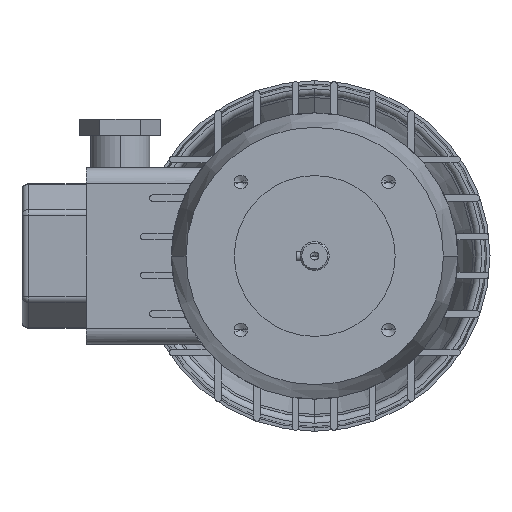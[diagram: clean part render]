
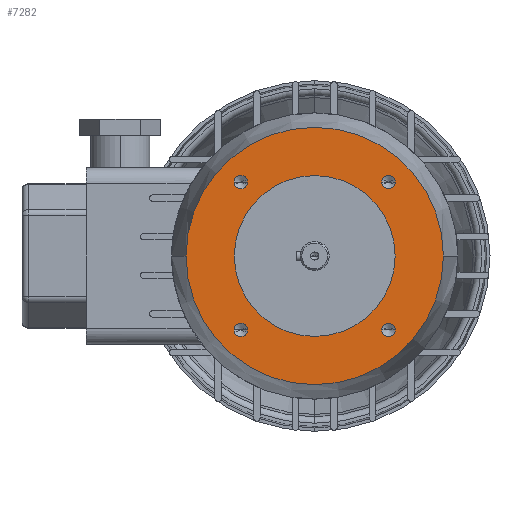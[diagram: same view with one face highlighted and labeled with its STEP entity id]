
A CAD part, left-side view. The second image highlights one B-rep face of the part: STEP entity #7282.
In plain terms, the highlighted face is planar.
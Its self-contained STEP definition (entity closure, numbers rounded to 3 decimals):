
#1740 = DIRECTION ( 'NONE',  ( 0., 0., -1. ) ) ;
#1741 = DIRECTION ( 'NONE',  ( 0., -1., 0. ) ) ;
#1742 = CARTESIAN_POINT ( 'NONE',  ( -22.981, 20.5, 22.981 ) ) ;
#1743 = AXIS2_PLACEMENT_3D ( 'NONE', #1742, #1741, #1740 ) ;
#1748 = CIRCLE ( 'NONE', #1743, 2.1 ) ;
#1754 = DIRECTION ( 'NONE',  ( 0., 0., -1. ) ) ;
#1755 = DIRECTION ( 'NONE',  ( 0., -1., 0. ) ) ;
#1756 = CARTESIAN_POINT ( 'NONE',  ( -22.981, 20.5, -22.981 ) ) ;
#1757 = AXIS2_PLACEMENT_3D ( 'NONE', #1756, #1755, #1754 ) ;
#1758 = CIRCLE ( 'NONE', #1757, 2.1 ) ;
#1759 = DIRECTION ( 'NONE',  ( 0., 0., -1. ) ) ;
#1760 = DIRECTION ( 'NONE',  ( 0., -1., 0. ) ) ;
#1761 = CARTESIAN_POINT ( 'NONE',  ( 22.981, 20.5, -22.981 ) ) ;
#1762 = AXIS2_PLACEMENT_3D ( 'NONE', #1761, #1760, #1759 ) ;
#1763 = CIRCLE ( 'NONE', #1762, 2.1 ) ;
#3737 = DIRECTION ( 'NONE',  ( 0., -1., 0. ) ) ;
#3738 = CARTESIAN_POINT ( 'NONE',  ( 22.981, 20.5, 22.981 ) ) ;
#3739 = AXIS2_PLACEMENT_3D ( 'NONE', #3738, #3737, #3799 ) ;
#3740 = CIRCLE ( 'NONE', #3739, 2.1 ) ;
#3741 = CARTESIAN_POINT ( 'NONE',  ( 22.981, 20.5, 20.881 ) ) ;
#3798 = CARTESIAN_POINT ( 'NONE',  ( 22.981, 20.5, 25.081 ) ) ;
#3799 = DIRECTION ( 'NONE',  ( 0., 0., -1. ) ) ;
#3808 = CARTESIAN_POINT ( 'NONE',  ( -22.981, 20.5, 20.881 ) ) ;
#3813 = CARTESIAN_POINT ( 'NONE',  ( -22.981, 20.5, 25.081 ) ) ;
#3814 = DIRECTION ( 'NONE',  ( 0., 0., -1. ) ) ;
#3815 = DIRECTION ( 'NONE',  ( 0., -1., 0. ) ) ;
#3816 = CARTESIAN_POINT ( 'NONE',  ( -22.981, 20.5, 22.981 ) ) ;
#3817 = AXIS2_PLACEMENT_3D ( 'NONE', #3816, #3815, #3814 ) ;
#3818 = CIRCLE ( 'NONE', #3817, 2.1 ) ;
#5983 = CARTESIAN_POINT ( 'NONE',  ( 22.981, 20.5, -25.081 ) ) ;
#5984 = CARTESIAN_POINT ( 'NONE',  ( 22.981, 20.5, -20.881 ) ) ;
#6009 = DIRECTION ( 'NONE',  ( 0., 0., -1. ) ) ;
#6010 = DIRECTION ( 'NONE',  ( 0., -1., 0. ) ) ;
#6011 = CARTESIAN_POINT ( 'NONE',  ( 22.981, 20.5, -22.981 ) ) ;
#6012 = AXIS2_PLACEMENT_3D ( 'NONE', #6011, #6010, #6009 ) ;
#6013 = CIRCLE ( 'NONE', #6012, 2.1 ) ;
#6116 = DIRECTION ( 'NONE',  ( 0., 0., 1. ) ) ;
#6117 = DIRECTION ( 'NONE',  ( 0., 1., 0. ) ) ;
#6118 = CARTESIAN_POINT ( 'NONE',  ( 0., 20.5, 0. ) ) ;
#6119 = AXIS2_PLACEMENT_3D ( 'NONE', #6118, #6117, #6116 ) ;
#6120 = CIRCLE ( 'NONE', #6119, 25. ) ;
#7138 = VERTEX_POINT ( 'NONE', #13017 ) ;
#7141 = EDGE_CURVE ( 'NONE', #8473, #8476, #13009, .T. ) ;
#7145 = EDGE_CURVE ( 'NONE', #7163, #7146, #12999, .T. ) ;
#7146 = VERTEX_POINT ( 'NONE', #12994 ) ;
#7163 = VERTEX_POINT ( 'NONE', #13066 ) ;
#7170 = VERTEX_POINT ( 'NONE', #13056 ) ;
#7175 = EDGE_CURVE ( 'NONE', #7170, #7178, #13104, .T. ) ;
#7178 = VERTEX_POINT ( 'NONE', #13099 ) ;
#7192 = ORIENTED_EDGE ( 'NONE', *, *, #7175, .F. ) ;
#7201 = EDGE_LOOP ( 'NONE', ( #7286, #7263 ) ) ;
#7214 = EDGE_CURVE ( 'NONE', #7138, #7215, #13169, .T. ) ;
#7215 = VERTEX_POINT ( 'NONE', #13164 ) ;
#7263 = ORIENTED_EDGE ( 'NONE', *, *, #7341, .T. ) ;
#7281 = EDGE_LOOP ( 'NONE', ( #7283, #7287 ) ) ;
#7282 = ADVANCED_FACE ( 'NONE', ( #13262, #13261, #13260, #13259, #13258, #13257 ), #13256, .F. ) ;
#7283 = ORIENTED_EDGE ( 'NONE', *, *, #8475, .T. ) ;
#7286 = ORIENTED_EDGE ( 'NONE', *, *, #8486, .T. ) ;
#7287 = ORIENTED_EDGE ( 'NONE', *, *, #7141, .T. ) ;
#7303 = EDGE_CURVE ( 'NONE', #7215, #7138, #13282, .T. ) ;
#7329 = EDGE_LOOP ( 'NONE', ( #7192, #13369 ) ) ;
#7330 = EDGE_CURVE ( 'NONE', #9800, #9799, #1763, .T. ) ;
#7331 = ORIENTED_EDGE ( 'NONE', *, *, #7330, .T. ) ;
#7333 = ORIENTED_EDGE ( 'NONE', *, *, #9818, .T. ) ;
#7334 = EDGE_LOOP ( 'NONE', ( #7333, #7331 ) ) ;
#7335 = EDGE_CURVE ( 'NONE', #7146, #7163, #1758, .T. ) ;
#7336 = ORIENTED_EDGE ( 'NONE', *, *, #7335, .T. ) ;
#7339 = ORIENTED_EDGE ( 'NONE', *, *, #7145, .T. ) ;
#7340 = EDGE_LOOP ( 'NONE', ( #7339, #7336 ) ) ;
#7341 = EDGE_CURVE ( 'NONE', #8490, #8487, #1748, .T. ) ;
#8473 = VERTEX_POINT ( 'NONE', #3741 ) ;
#8475 = EDGE_CURVE ( 'NONE', #8476, #8473, #3740, .T. ) ;
#8476 = VERTEX_POINT ( 'NONE', #3798 ) ;
#8486 = EDGE_CURVE ( 'NONE', #8487, #8490, #3818, .T. ) ;
#8487 = VERTEX_POINT ( 'NONE', #3813 ) ;
#8490 = VERTEX_POINT ( 'NONE', #3808 ) ;
#9799 = VERTEX_POINT ( 'NONE', #5984 ) ;
#9800 = VERTEX_POINT ( 'NONE', #5983 ) ;
#9818 = EDGE_CURVE ( 'NONE', #9799, #9800, #6013, .T. ) ;
#11206 = CARTESIAN_POINT ( 'NONE',  ( 0., 20.5, 0. ) ) ;
#11716 = DIRECTION ( 'NONE',  ( 0., 0., 1. ) ) ;
#11717 = DIRECTION ( 'NONE',  ( 0., 1., 0. ) ) ;
#12994 = CARTESIAN_POINT ( 'NONE',  ( -22.981, 20.5, -25.081 ) ) ;
#12995 = DIRECTION ( 'NONE',  ( 0., 0., -1. ) ) ;
#12996 = DIRECTION ( 'NONE',  ( 0., -1., 0. ) ) ;
#12997 = CARTESIAN_POINT ( 'NONE',  ( -22.981, 20.5, -22.981 ) ) ;
#12998 = AXIS2_PLACEMENT_3D ( 'NONE', #12997, #12996, #12995 ) ;
#12999 = CIRCLE ( 'NONE', #12998, 2.1 ) ;
#13005 = DIRECTION ( 'NONE',  ( 0., 0., -1. ) ) ;
#13006 = DIRECTION ( 'NONE',  ( 0., -1., 0. ) ) ;
#13007 = AXIS2_PLACEMENT_3D ( 'NONE', #13015, #13006, #13005 ) ;
#13009 = CIRCLE ( 'NONE', #13007, 2.1 ) ;
#13015 = CARTESIAN_POINT ( 'NONE',  ( 22.981, 20.5, 22.981 ) ) ;
#13017 = CARTESIAN_POINT ( 'NONE',  ( 0., 20.5, 40. ) ) ;
#13056 = CARTESIAN_POINT ( 'NONE',  ( 0., 20.5, 25. ) ) ;
#13066 = CARTESIAN_POINT ( 'NONE',  ( -22.981, 20.5, -20.881 ) ) ;
#13099 = CARTESIAN_POINT ( 'NONE',  ( 0., 20.5, -25. ) ) ;
#13100 = DIRECTION ( 'NONE',  ( 0., 0., 1. ) ) ;
#13101 = DIRECTION ( 'NONE',  ( 0., 1., 0. ) ) ;
#13102 = CARTESIAN_POINT ( 'NONE',  ( 0., 20.5, 0. ) ) ;
#13103 = AXIS2_PLACEMENT_3D ( 'NONE', #13102, #13101, #13100 ) ;
#13104 = CIRCLE ( 'NONE', #13103, 25. ) ;
#13164 = CARTESIAN_POINT ( 'NONE',  ( 0., 20.5, -40. ) ) ;
#13165 = DIRECTION ( 'NONE',  ( 0., 0., 1. ) ) ;
#13166 = DIRECTION ( 'NONE',  ( 0., 1., 0. ) ) ;
#13167 = CARTESIAN_POINT ( 'NONE',  ( 0., 20.5, 0. ) ) ;
#13168 = AXIS2_PLACEMENT_3D ( 'NONE', #13167, #13166, #13165 ) ;
#13169 = CIRCLE ( 'NONE', #13168, 40. ) ;
#13251 = DIRECTION ( 'NONE',  ( 0., 0., -1. ) ) ;
#13252 = DIRECTION ( 'NONE',  ( 0., -1., 0. ) ) ;
#13253 = CARTESIAN_POINT ( 'NONE',  ( 0., 20.5, -25. ) ) ;
#13255 = AXIS2_PLACEMENT_3D ( 'NONE', #13253, #13252, #13251 ) ;
#13256 = PLANE ( 'NONE',  #13255 ) ;
#13257 = FACE_OUTER_BOUND ( 'NONE', #13340, .T. ) ;
#13258 = FACE_BOUND ( 'NONE', #7329, .T. ) ;
#13259 = FACE_BOUND ( 'NONE', #7334, .T. ) ;
#13260 = FACE_BOUND ( 'NONE', #7340, .T. ) ;
#13261 = FACE_BOUND ( 'NONE', #7201, .T. ) ;
#13262 = FACE_BOUND ( 'NONE', #7281, .T. ) ;
#13281 = AXIS2_PLACEMENT_3D ( 'NONE', #11206, #11717, #11716 ) ;
#13282 = CIRCLE ( 'NONE', #13281, 40. ) ;
#13332 = ORIENTED_EDGE ( 'NONE', *, *, #7303, .T. ) ;
#13333 = ORIENTED_EDGE ( 'NONE', *, *, #7214, .T. ) ;
#13337 = EDGE_CURVE ( 'NONE', #7178, #7170, #6120, .T. ) ;
#13340 = EDGE_LOOP ( 'NONE', ( #13332, #13333 ) ) ;
#13369 = ORIENTED_EDGE ( 'NONE', *, *, #13337, .F. ) ;
